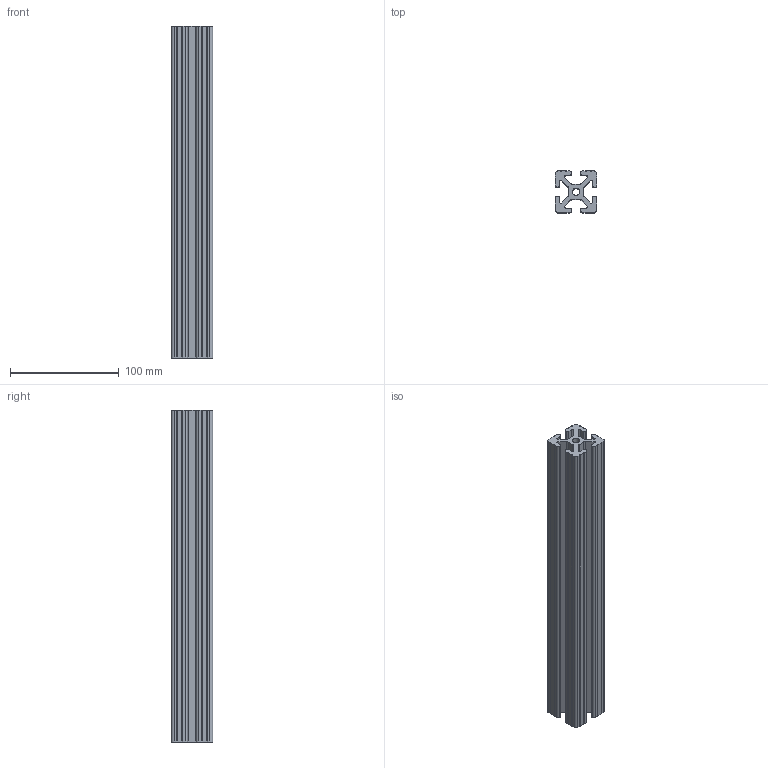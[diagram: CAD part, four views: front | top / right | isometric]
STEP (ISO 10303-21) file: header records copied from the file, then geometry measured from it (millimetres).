
FILE_DESCRIPTION(('FreeCAD Model'),'2;1');
FILE_NAME('1515-extrusion-304_800mm-12_0-0in.step','2019-06-22T10:21:42',(''),(''), 'Open CASCADE STEP processor 7.3','FreeCAD','Unknown');
FILE_SCHEMA(('AUTOMOTIVE_DESIGN { 1 0 10303 214 1 1 1 1 }'));
Length unit declared in the file: millimetre
Products named in the file (1): 1515-extrusion-304_800mm-12_0-0in
Bounding box: 38.1 x 38.1 x 304.8 mm (x, y, z)
Volume: 228359.8 mm3; surface area: 102581.7 mm2
Topology: 1 solids, 1 shells, 113 faces, 333 edges, 222 vertices
Faces by surface type: bspline 113
Entity records: 7561 total; most frequent: CARTESIAN_POINT 3487, B_SPLINE_CURVE_WITH_KNOTS 763, ORIENTED_EDGE 666, PCURVE 666, DEFINITIONAL_REPRESENTATION 666, EDGE_CURVE 333, SURFACE_CURVE 332, VERTEX_POINT 222
